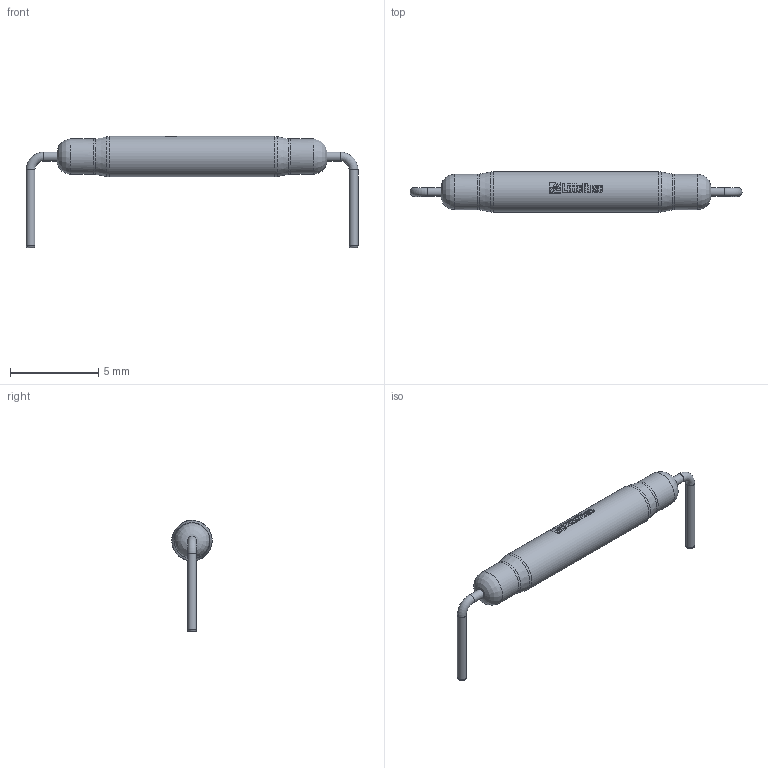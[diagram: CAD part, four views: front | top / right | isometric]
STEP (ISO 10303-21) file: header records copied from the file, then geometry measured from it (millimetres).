
FILE_DESCRIPTION(('FreeCAD Model'),'2;1');
FILE_NAME('MDSR-4-12-23.step', '2020-08-01T19:41:37',('Author'),(''), 'Open CASCADE STEP processor 7.3','FreeCAD','Unknown');
FILE_SCHEMA(('AUTOMOTIVE_DESIGN { 1 0 10303 214 1 1 1 1 }'));
Length unit declared in the file: millimetre
Products named in the file (4): MDSR-4; Logo; Leads; Body
Assembly tree (3 placements, depth 2):
  MDSR-4
    Logo
    Leads
    Body
Bounding box: 18.76 x 2.29 x 6.29 mm (x, y, z)
Volume: 59 mm3; surface area: 129.8 mm2
Topology: 17 solids, 17 shells, 230 faces, 1670 edges, 4748 vertices
Faces by surface type: extrusion 177, cylinder 35, plane 6, torus 4, bspline 4, revolution 2, cone 2
Full cylindrical faces by diameter (mm): 0.508 x4, 2 x2, 2.286 x1
Entity records: 36100 total; most frequent: CARTESIAN_POINT 18993, B_SPLINE_CURVE_WITH_KNOTS 1993, DIRECTION 1315, ORIENTED_EDGE 1144, PCURVE 1144, DEFINITIONAL_REPRESENTATION 1144, VECTOR 1111, GEOMETRIC_CURVE_SET 1100
